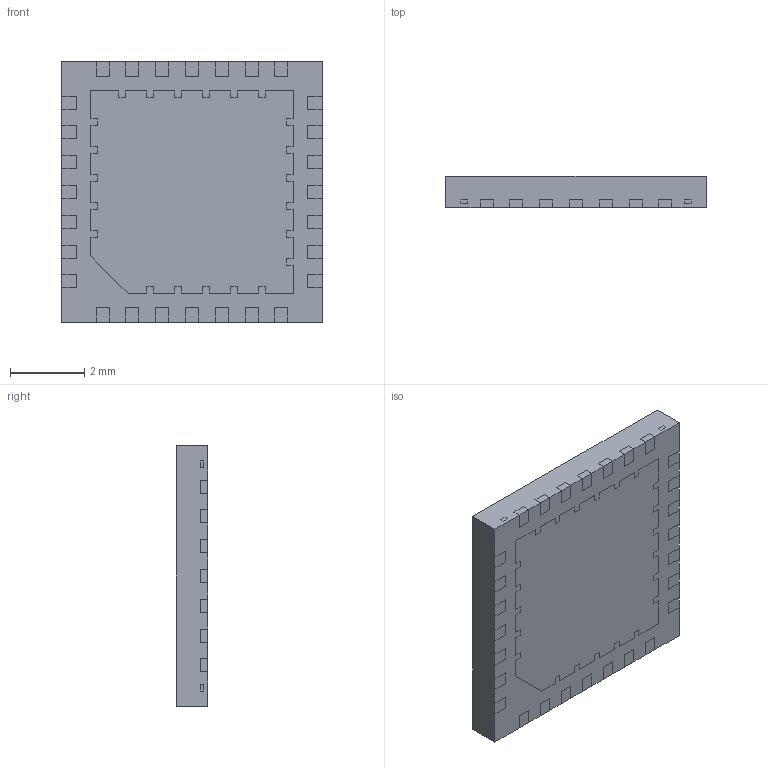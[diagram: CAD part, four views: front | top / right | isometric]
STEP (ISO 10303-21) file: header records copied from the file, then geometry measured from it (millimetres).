
FILE_DESCRIPTION (( 'STEP AP214' ), '1' );
FILE_NAME ('7x7_28_8.STEP', '2013-08-15T17:08:51', ( 'sw2011vm-Admin' ), ( '' ), 'SwSTEP 2.0', 'SolidWorks 2012', '' );
FILE_SCHEMA (( 'AUTOMOTIVE_DESIGN' ));
Length unit declared in the file: millimetre
Products named in the file (1): 7x7_28_8
Bounding box: 7 x 0.84 x 7 mm (x, y, z)
Volume: 14.4 mm3; surface area: 333.3 mm2
Topology: 88 solids, 88 shells, 1603 faces, 4401 edges, 2910 vertices
Faces by surface type: plane 1603
Entity records: 50644 total; most frequent: CARTESIAN_POINT 8915, ORIENTED_EDGE 8802, DIRECTION 7609, LINE 4401, VECTOR 4401, EDGE_CURVE 4401, VERTEX_POINT 2910, EDGE_LOOP 1613
